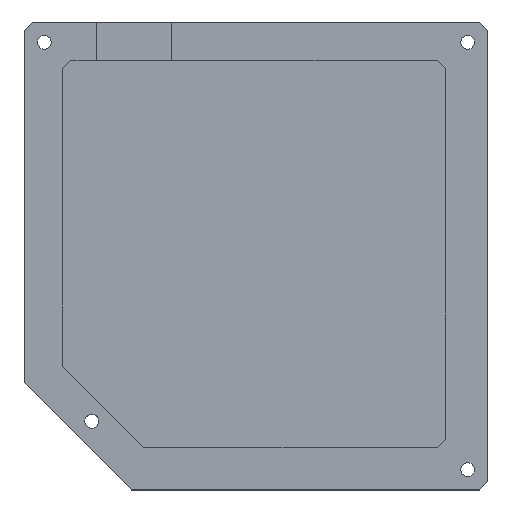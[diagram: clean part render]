
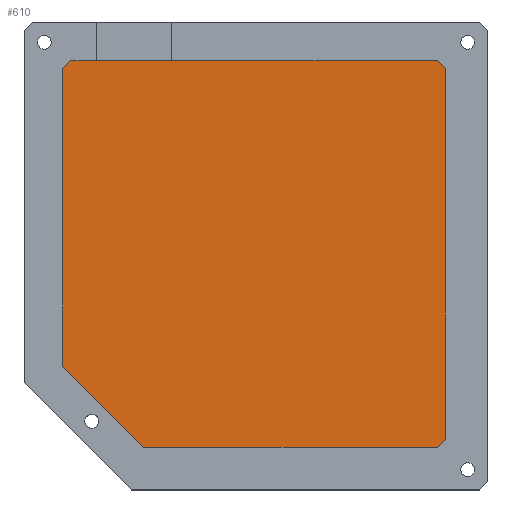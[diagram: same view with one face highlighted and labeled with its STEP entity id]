
A CAD part, top view. The second image highlights one B-rep face of the part: STEP entity #610.
In plain terms, the highlighted planar face has unit normal (0, 0, 1).
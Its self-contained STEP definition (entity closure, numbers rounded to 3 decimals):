
#60=FACE_OUTER_BOUND('',#98,.T.);
#98=EDGE_LOOP('',(#455,#456,#457,#458,#459,#460,#461,#462));
#164=LINE('',#949,#232);
#166=LINE('',#954,#234);
#167=LINE('',#956,#235);
#168=LINE('',#958,#236);
#169=LINE('',#960,#237);
#170=LINE('',#961,#238);
#171=LINE('',#963,#239);
#172=LINE('',#964,#240);
#232=VECTOR('',#756,10.);
#234=VECTOR('',#760,10.);
#235=VECTOR('',#761,10.);
#236=VECTOR('',#762,10.);
#237=VECTOR('',#763,10.);
#238=VECTOR('',#764,10.);
#239=VECTOR('',#765,10.);
#240=VECTOR('',#766,10.);
#299=VERTEX_POINT('',#946);
#300=VERTEX_POINT('',#948);
#301=VERTEX_POINT('',#952);
#302=VERTEX_POINT('',#953);
#303=VERTEX_POINT('',#955);
#304=VERTEX_POINT('',#957);
#305=VERTEX_POINT('',#959);
#306=VERTEX_POINT('',#962);
#360=EDGE_CURVE('',#299,#300,#164,.T.);
#362=EDGE_CURVE('',#301,#302,#166,.T.);
#363=EDGE_CURVE('',#303,#301,#167,.T.);
#364=EDGE_CURVE('',#304,#303,#168,.T.);
#365=EDGE_CURVE('',#305,#304,#169,.T.);
#366=EDGE_CURVE('',#300,#305,#170,.T.);
#367=EDGE_CURVE('',#306,#299,#171,.T.);
#368=EDGE_CURVE('',#302,#306,#172,.T.);
#455=ORIENTED_EDGE('',*,*,#362,.F.);
#456=ORIENTED_EDGE('',*,*,#363,.F.);
#457=ORIENTED_EDGE('',*,*,#364,.F.);
#458=ORIENTED_EDGE('',*,*,#365,.F.);
#459=ORIENTED_EDGE('',*,*,#366,.F.);
#460=ORIENTED_EDGE('',*,*,#360,.F.);
#461=ORIENTED_EDGE('',*,*,#367,.F.);
#462=ORIENTED_EDGE('',*,*,#368,.F.);
#584=PLANE('',#663);
#610=ADVANCED_FACE('',(#60),#584,.T.);
#663=AXIS2_PLACEMENT_3D('',#951,#758,#759);
#756=DIRECTION('',(1.,0.,0.));
#758=DIRECTION('center_axis',(0.,0.,1.));
#759=DIRECTION('ref_axis',(1.,0.,0.));
#760=DIRECTION('',(-0.707,0.707,0.));
#761=DIRECTION('',(-1.,0.,0.));
#762=DIRECTION('',(-0.707,-0.707,0.));
#763=DIRECTION('',(0.,-1.,0.));
#764=DIRECTION('',(0.707,-0.707,0.));
#765=DIRECTION('',(0.707,0.707,0.));
#766=DIRECTION('',(0.,1.,0.));
#946=CARTESIAN_POINT('',(-23.,0.,3.));
#948=CARTESIAN_POINT('',(67.25,0.,3.));
#949=CARTESIAN_POINT('',(-0.437,0.,3.));
#951=CARTESIAN_POINT('Origin',(22.125,-47.625,3.));
#952=CARTESIAN_POINT('',(-5.,-95.25,3.));
#953=CARTESIAN_POINT('',(-25.,-75.25,3.));
#954=CARTESIAN_POINT('',(-10.125,-90.125,3.));
#955=CARTESIAN_POINT('',(67.25,-95.25,3.));
#956=CARTESIAN_POINT('',(44.688,-95.25,3.));
#957=CARTESIAN_POINT('',(69.25,-93.25,3.));
#958=CARTESIAN_POINT('',(68.875,-93.625,3.));
#959=CARTESIAN_POINT('',(69.25,-2.,3.));
#960=CARTESIAN_POINT('',(69.25,-24.813,3.));
#961=CARTESIAN_POINT('',(67.875,-0.625,3.));
#962=CARTESIAN_POINT('',(-25.,-2.,3.));
#963=CARTESIAN_POINT('',(-24.625,-1.625,3.));
#964=CARTESIAN_POINT('',(-25.,-61.438,3.));
